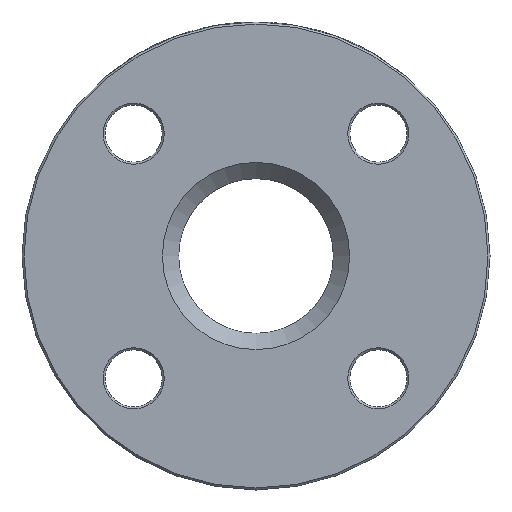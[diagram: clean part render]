
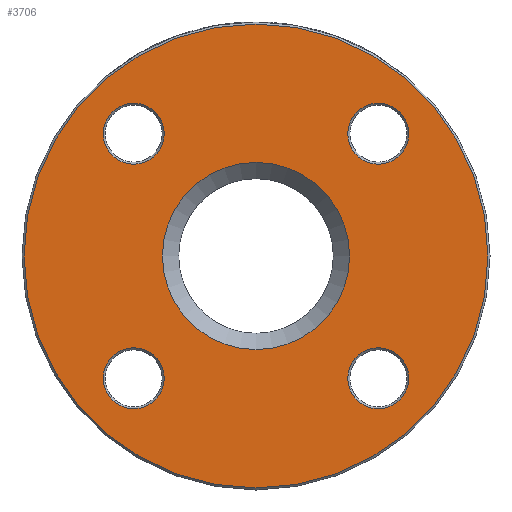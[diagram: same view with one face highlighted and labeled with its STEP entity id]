
A CAD part, left-side view. The second image highlights one B-rep face of the part: STEP entity #3706.
In plain terms, the highlighted planar face has unit normal (-1, 0, 0).
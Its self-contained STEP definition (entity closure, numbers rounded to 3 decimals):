
#22 = AXIS2_PLACEMENT_3D ( 'NONE', #2455, #3274, #4083 ) ;
#103 = EDGE_LOOP ( 'NONE', ( #4200 ) ) ;
#284 = CARTESIAN_POINT ( 'NONE',  ( 0., 0., -57. ) ) ;
#375 = EDGE_LOOP ( 'NONE', ( #4030 ) ) ;
#397 = ORIENTED_EDGE ( 'NONE', *, *, #3252, .T. ) ;
#488 = DIRECTION ( 'NONE',  ( 1., 0., 0. ) ) ;
#503 = AXIS2_PLACEMENT_3D ( 'NONE', #2548, #5038, #2224 ) ;
#511 = ORIENTED_EDGE ( 'NONE', *, *, #4658, .T. ) ;
#571 = VERTEX_POINT ( 'NONE', #2197 ) ;
#658 = CIRCLE ( 'NONE', #4072, 7.5 ) ;
#695 = CIRCLE ( 'NONE', #22, 23. ) ;
#1090 = FACE_OUTER_BOUND ( 'NONE', #1553, .T. ) ;
#1141 = ORIENTED_EDGE ( 'NONE', *, *, #1303, .T. ) ;
#1189 = AXIS2_PLACEMENT_3D ( 'NONE', #3911, #5070, #4859 ) ;
#1303 = EDGE_CURVE ( 'NONE', #5089, #5089, #1657, .T. ) ;
#1464 = FACE_BOUND ( 'NONE', #4542, .T. ) ;
#1530 = ORIENTED_EDGE ( 'NONE', *, *, #3250, .T. ) ;
#1553 = EDGE_LOOP ( 'NONE', ( #511 ) ) ;
#1614 = DIRECTION ( 'NONE',  ( 1., 0., 0. ) ) ;
#1657 = CIRCLE ( 'NONE', #2318, 7.5 ) ;
#1758 = EDGE_CURVE ( 'NONE', #4634, #4634, #695, .T. ) ;
#1798 = CARTESIAN_POINT ( 'NONE',  ( 0., -30.052, 30.052 ) ) ;
#2082 = DIRECTION ( 'NONE',  ( 0., 0., -1. ) ) ;
#2114 = DIRECTION ( 'NONE',  ( 1., 0., 0. ) ) ;
#2172 = CARTESIAN_POINT ( 'NONE',  ( 0., 30.052, 22.552 ) ) ;
#2197 = CARTESIAN_POINT ( 'NONE',  ( 0., 30.052, -37.552 ) ) ;
#2224 = DIRECTION ( 'NONE',  ( 0., 0., -1. ) ) ;
#2318 = AXIS2_PLACEMENT_3D ( 'NONE', #3243, #4891, #2082 ) ;
#2379 = CIRCLE ( 'NONE', #503, 57. ) ;
#2402 = DIRECTION ( 'NONE',  ( 0., 0., -1. ) ) ;
#2455 = CARTESIAN_POINT ( 'NONE',  ( 0., 0., 0. ) ) ;
#2536 = EDGE_CURVE ( 'NONE', #4659, #4659, #2977, .T. ) ;
#2548 = CARTESIAN_POINT ( 'NONE',  ( 0., 0., 0. ) ) ;
#2625 = PLANE ( 'NONE',  #1189 ) ;
#2671 = CARTESIAN_POINT ( 'NONE',  ( 0., -30.052, 22.552 ) ) ;
#2728 = VERTEX_POINT ( 'NONE', #284 ) ;
#2821 = EDGE_LOOP ( 'NONE', ( #1141 ) ) ;
#2926 = DIRECTION ( 'NONE',  ( 0., 0., -1. ) ) ;
#2977 = CIRCLE ( 'NONE', #4535, 7.5 ) ;
#3243 = CARTESIAN_POINT ( 'NONE',  ( 0., -30.052, -30.052 ) ) ;
#3250 = EDGE_CURVE ( 'NONE', #571, #571, #3370, .T. ) ;
#3252 = EDGE_CURVE ( 'NONE', #4252, #4252, #658, .T. ) ;
#3274 = DIRECTION ( 'NONE',  ( 1., 0., 0. ) ) ;
#3370 = CIRCLE ( 'NONE', #3641, 7.5 ) ;
#3641 = AXIS2_PLACEMENT_3D ( 'NONE', #4188, #488, #2926 ) ;
#3706 = ADVANCED_FACE ( 'NONE', ( #4752, #1090, #4315, #5099, #1464, #4694 ), #2625, .F. ) ;
#3911 = CARTESIAN_POINT ( 'NONE',  ( 0., 19., 0. ) ) ;
#4030 = ORIENTED_EDGE ( 'NONE', *, *, #2536, .T. ) ;
#4072 = AXIS2_PLACEMENT_3D ( 'NONE', #1798, #2114, #4649 ) ;
#4083 = DIRECTION ( 'NONE',  ( 0., 0., -1. ) ) ;
#4172 = CARTESIAN_POINT ( 'NONE',  ( 0., 0., -23. ) ) ;
#4188 = CARTESIAN_POINT ( 'NONE',  ( 0., 30.052, -30.052 ) ) ;
#4200 = ORIENTED_EDGE ( 'NONE', *, *, #1758, .T. ) ;
#4224 = CARTESIAN_POINT ( 'NONE',  ( 0., -30.052, -37.552 ) ) ;
#4252 = VERTEX_POINT ( 'NONE', #2671 ) ;
#4315 = FACE_BOUND ( 'NONE', #5104, .T. ) ;
#4535 = AXIS2_PLACEMENT_3D ( 'NONE', #4786, #1614, #2402 ) ;
#4542 = EDGE_LOOP ( 'NONE', ( #1530 ) ) ;
#4634 = VERTEX_POINT ( 'NONE', #4172 ) ;
#4649 = DIRECTION ( 'NONE',  ( 0., 0., -1. ) ) ;
#4658 = EDGE_CURVE ( 'NONE', #2728, #2728, #2379, .T. ) ;
#4659 = VERTEX_POINT ( 'NONE', #2172 ) ;
#4694 = FACE_BOUND ( 'NONE', #375, .T. ) ;
#4752 = FACE_BOUND ( 'NONE', #103, .T. ) ;
#4786 = CARTESIAN_POINT ( 'NONE',  ( 0., 30.052, 30.052 ) ) ;
#4859 = DIRECTION ( 'NONE',  ( 0., 0., -1. ) ) ;
#4891 = DIRECTION ( 'NONE',  ( 1., 0., 0. ) ) ;
#5038 = DIRECTION ( 'NONE',  ( -1., 0., 0. ) ) ;
#5070 = DIRECTION ( 'NONE',  ( 1., 0., 0. ) ) ;
#5089 = VERTEX_POINT ( 'NONE', #4224 ) ;
#5099 = FACE_BOUND ( 'NONE', #2821, .T. ) ;
#5104 = EDGE_LOOP ( 'NONE', ( #397 ) ) ;
